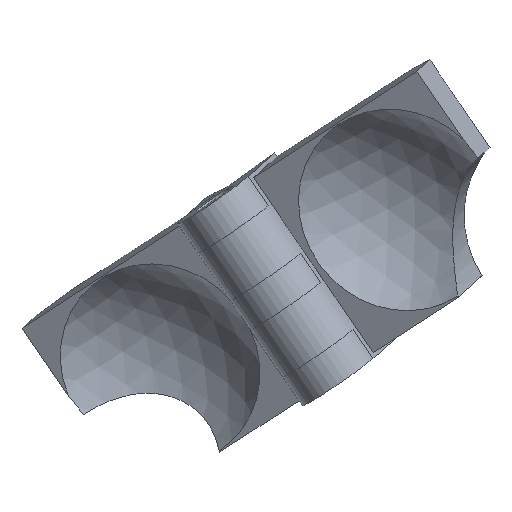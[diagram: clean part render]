
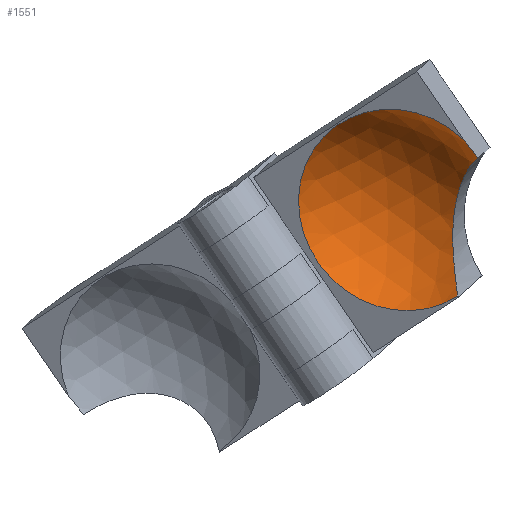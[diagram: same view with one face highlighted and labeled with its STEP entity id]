
A CAD part, front view. The second image highlights one B-rep face of the part: STEP entity #1551.
In plain terms, the highlighted spherical face has radius 29.321 mm.
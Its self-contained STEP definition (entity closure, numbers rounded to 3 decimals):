
#1226=CARTESIAN_POINT('',(2.,35.036,48.658));
#1227=VERTEX_POINT('',#1226);
#1235=CARTESIAN_POINT('',(2.865,58.,25.08));
#1236=VERTEX_POINT('',#1235);
#1237=CARTESIAN_POINT('',(2.865,58.,25.08));
#1238=CARTESIAN_POINT('',(3.92,57.165,25.147));
#1239=CARTESIAN_POINT('',(4.91,56.263,25.262));
#1240=CARTESIAN_POINT('',(7.042,54.035,25.687));
#1241=CARTESIAN_POINT('',(8.117,52.671,26.053));
#1242=CARTESIAN_POINT('',(9.943,49.842,27.105));
#1243=CARTESIAN_POINT('',(10.761,48.227,27.868));
#1244=CARTESIAN_POINT('',(11.574,45.883,29.347));
#1245=CARTESIAN_POINT('',(11.779,45.114,29.893));
#1246=CARTESIAN_POINT('',(12.047,43.651,31.064));
#1247=CARTESIAN_POINT('',(12.111,42.958,31.687));
#1248=CARTESIAN_POINT('',(12.111,41.687,32.958));
#1249=CARTESIAN_POINT('',(12.047,41.064,33.651));
#1250=CARTESIAN_POINT('',(11.779,39.893,35.114));
#1251=CARTESIAN_POINT('',(11.574,39.347,35.883));
#1252=CARTESIAN_POINT('',(10.761,37.868,38.227));
#1253=CARTESIAN_POINT('',(9.943,37.105,39.842));
#1254=CARTESIAN_POINT('',(8.117,36.053,42.671));
#1255=CARTESIAN_POINT('',(7.042,35.687,44.035));
#1256=CARTESIAN_POINT('',(4.666,35.213,46.518));
#1257=CARTESIAN_POINT('',(3.381,35.09,47.647));
#1258=CARTESIAN_POINT('',(2.,35.036,48.658));
#1259=B_SPLINE_CURVE_WITH_KNOTS('',3,(#1237,#1238,#1239,#1240,#1241,#1242,#1243,#1244,#1245,#1246,#1247,#1248,#1249,#1250,#1251,#1252,#1253,#1254,#1255,#1256,#1257,#1258),.UNSPECIFIED.,.F.,.U.,(4,2,2,2,2,2,2,2,2,2,4),(0.,4.006,9.416,15.037,17.848,20.658,23.469,26.279,31.9,37.31,42.393),.UNSPECIFIED.);
#1260=EDGE_CURVE('',#1236,#1227,#1259,.T.);
#1277=CARTESIAN_POINT('',(2.,58.,19.458));
#1278=VERTEX_POINT('',#1277);
#1279=CARTESIAN_POINT('',(-15.321,58.,25.));
#1280=DIRECTION('',(0.952,0.,-0.305));
#1281=DIRECTION('',(0.,-1.,0.));
#1282=AXIS2_PLACEMENT_3D('',#1279,#1281,#1280);
#1283=CIRCLE('',#1282,18.186);
#1284=EDGE_CURVE('',#1278,#1236,#1283,.T.);
#1458=CARTESIAN_POINT('',(2.,35.,25.));
#1459=DIRECTION('',(0.,0.002,1.));
#1460=DIRECTION('',(1.,0.,0.));
#1461=AXIS2_PLACEMENT_3D('',#1458,#1460,#1459);
#1462=CIRCLE('',#1461,23.658);
#1463=EDGE_CURVE('',#1227,#1278,#1462,.T.);
#1541=CARTESIAN_POINT('',(-15.321,35.,25.));
#1542=DIRECTION('',(-0.925,-0.296,-0.239));
#1543=DIRECTION('',(0.227,0.073,-0.971));
#1544=AXIS2_PLACEMENT_3D('',#1541,#1543,#1542);
#1545=SPHERICAL_SURFACE('',#1544,29.321);
#1546=ORIENTED_EDGE('',*,*,#1260,.T.);
#1547=ORIENTED_EDGE('',*,*,#1463,.T.);
#1548=ORIENTED_EDGE('',*,*,#1284,.T.);
#1549=EDGE_LOOP('',(#1546,#1547,#1548));
#1550=FACE_OUTER_BOUND('',#1549,.F.);
#1551=ADVANCED_FACE('F22',(#1550),#1545,.F.);
